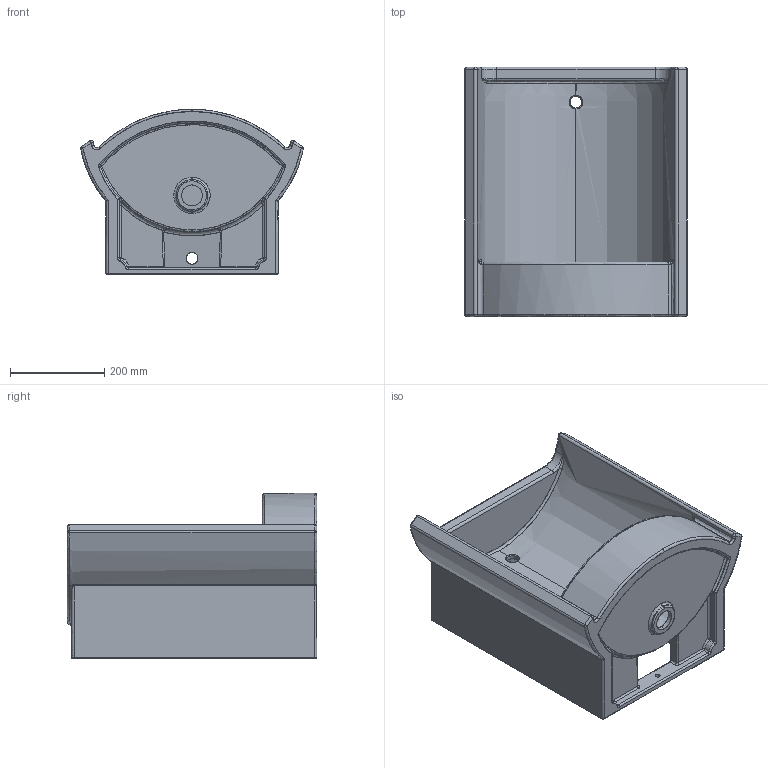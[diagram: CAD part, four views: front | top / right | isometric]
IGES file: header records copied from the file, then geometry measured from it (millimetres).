
Start section: SolidWorks IGES file using analytic representation for surfaces
Global section: file name: Urinol LARGE -Ent Vert.IGS; native system: SolidWorks 2011; preprocessor: SolidWorks 2011; author: 0520; date: 140204.155710; units: millimetre
Bounding box: 471.52 x 528.08 x 350.45 mm (x, y, z)
Surface area: 1379226.9 mm2 (no closed solid volume)
Topology: 0 solids, 0 shells, 285 faces, 3258 edges, 3238 vertices
Faces by surface type: bspline 166, revolution 119
